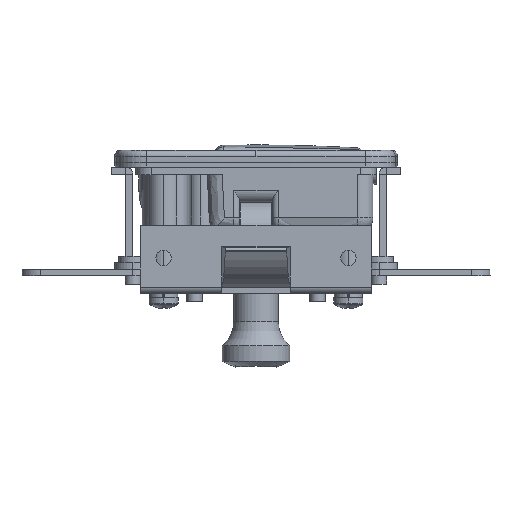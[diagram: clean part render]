
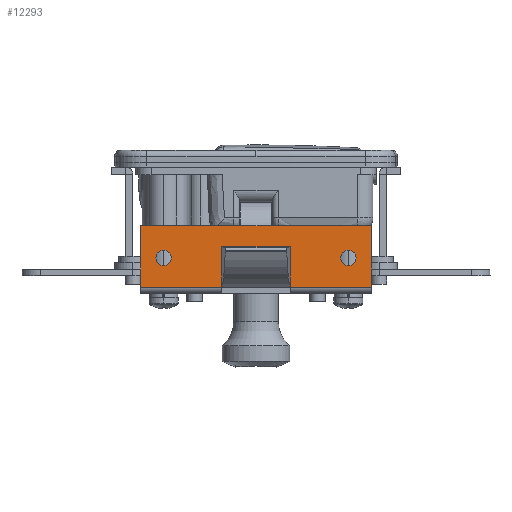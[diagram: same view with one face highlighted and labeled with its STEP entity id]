
A CAD part, left-side view. The second image highlights one B-rep face of the part: STEP entity #12293.
In plain terms, the highlighted face is planar.
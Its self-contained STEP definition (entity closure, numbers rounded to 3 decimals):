
#886 = VECTOR ( 'NONE', #2679, 1000. ) ;
#981 = ORIENTED_EDGE ( 'NONE', *, *, #9491, .T. ) ;
#1032 = EDGE_CURVE ( 'NONE', #17452, #26292, #26724, .T. ) ;
#1161 = VECTOR ( 'NONE', #23271, 1000. ) ;
#1347 = DIRECTION ( 'NONE',  ( 0., -1., 0. ) ) ;
#1448 = LINE ( 'NONE', #7957, #13656 ) ;
#1697 = EDGE_CURVE ( 'NONE', #11550, #9814, #15523, .T. ) ;
#1710 = DIRECTION ( 'NONE',  ( 0., -1., 0. ) ) ;
#1869 = CARTESIAN_POINT ( 'NONE',  ( 37.5, 22., -129. ) ) ;
#2076 = CARTESIAN_POINT ( 'NONE',  ( 37.5, 2., -129. ) ) ;
#2679 = DIRECTION ( 'NONE',  ( -1., 0., 0. ) ) ;
#2859 = ORIENTED_EDGE ( 'NONE', *, *, #1032, .T. ) ;
#3302 = VECTOR ( 'NONE', #15271, 1000. ) ;
#3421 = CARTESIAN_POINT ( 'NONE',  ( 30., 11.5, -129. ) ) ;
#3714 = CIRCLE ( 'NONE', #24478, 2.5 ) ;
#4043 = CARTESIAN_POINT ( 'NONE',  ( 30., 11.5, -129. ) ) ;
#4056 = CARTESIAN_POINT ( 'NONE',  ( -32.5, 11.5, -129. ) ) ;
#4527 = EDGE_CURVE ( 'NONE', #14658, #11550, #19260, .T. ) ;
#4563 = FACE_BOUND ( 'NONE', #5674, .T. ) ;
#4752 = ORIENTED_EDGE ( 'NONE', *, *, #11183, .F. ) ;
#4798 = ORIENTED_EDGE ( 'NONE', *, *, #16087, .T. ) ;
#5001 = CARTESIAN_POINT ( 'NONE',  ( 37.5, 2., -129. ) ) ;
#5600 = CIRCLE ( 'NONE', #16684, 2.5 ) ;
#5674 = EDGE_LOOP ( 'NONE', ( #24352, #9216 ) ) ;
#5679 = CARTESIAN_POINT ( 'NONE',  ( 11.1, 15.2, -129. ) ) ;
#6151 = AXIS2_PLACEMENT_3D ( 'NONE', #17699, #28960, #28775 ) ;
#6682 = ORIENTED_EDGE ( 'NONE', *, *, #19925, .T. ) ;
#6978 = CARTESIAN_POINT ( 'NONE',  ( -27.5, 11.5, -129. ) ) ;
#6980 = AXIS2_PLACEMENT_3D ( 'NONE', #3421, #10230, #12415 ) ;
#7083 = VERTEX_POINT ( 'NONE', #27689 ) ;
#7511 = LINE ( 'NONE', #2076, #25804 ) ;
#7522 = CARTESIAN_POINT ( 'NONE',  ( -37.5, 22., -129. ) ) ;
#7794 = EDGE_LOOP ( 'NONE', ( #4798, #2859 ) ) ;
#7957 = CARTESIAN_POINT ( 'NONE',  ( -37.5, 22., -129. ) ) ;
#8321 = VECTOR ( 'NONE', #1347, 1000. ) ;
#8338 = CARTESIAN_POINT ( 'NONE',  ( 32.5, 11.5, -129. ) ) ;
#8408 = EDGE_CURVE ( 'NONE', #14658, #20023, #26138, .T. ) ;
#8591 = ORIENTED_EDGE ( 'NONE', *, *, #4527, .T. ) ;
#9216 = ORIENTED_EDGE ( 'NONE', *, *, #12692, .T. ) ;
#9491 = EDGE_CURVE ( 'NONE', #18564, #25530, #12405, .T. ) ;
#9574 = VERTEX_POINT ( 'NONE', #7522 ) ;
#9814 = VERTEX_POINT ( 'NONE', #28934 ) ;
#10201 = DIRECTION ( 'NONE',  ( 0., 1., 0. ) ) ;
#10230 = DIRECTION ( 'NONE',  ( 0., 0., 1. ) ) ;
#11021 = CARTESIAN_POINT ( 'NONE',  ( 37.5, 2., -129. ) ) ;
#11183 = EDGE_CURVE ( 'NONE', #20023, #25530, #27788, .T. ) ;
#11550 = VERTEX_POINT ( 'NONE', #28914 ) ;
#12049 = AXIS2_PLACEMENT_3D ( 'NONE', #26825, #13654, #27196 ) ;
#12293 = ADVANCED_FACE ( 'NONE', ( #14398, #4563, #18629 ), #18771, .F. ) ;
#12405 = LINE ( 'NONE', #5001, #886 ) ;
#12415 = DIRECTION ( 'NONE',  ( 1., 0., 0. ) ) ;
#12692 = EDGE_CURVE ( 'NONE', #21420, #13961, #5600, .T. ) ;
#13197 = ORIENTED_EDGE ( 'NONE', *, *, #26941, .T. ) ;
#13654 = DIRECTION ( 'NONE',  ( 0., 0., 1. ) ) ;
#13656 = VECTOR ( 'NONE', #10201, 1000. ) ;
#13961 = VERTEX_POINT ( 'NONE', #8338 ) ;
#14276 = ORIENTED_EDGE ( 'NONE', *, *, #8408, .F. ) ;
#14398 = FACE_BOUND ( 'NONE', #7794, .T. ) ;
#14658 = VERTEX_POINT ( 'NONE', #18520 ) ;
#15271 = DIRECTION ( 'NONE',  ( 1., 0., 0. ) ) ;
#15523 = LINE ( 'NONE', #11021, #1161 ) ;
#16087 = EDGE_CURVE ( 'NONE', #26292, #17452, #3714, .T. ) ;
#16162 = EDGE_CURVE ( 'NONE', #7083, #18564, #7511, .T. ) ;
#16426 = ORIENTED_EDGE ( 'NONE', *, *, #16162, .T. ) ;
#16684 = AXIS2_PLACEMENT_3D ( 'NONE', #4043, #19347, #19546 ) ;
#16685 = CARTESIAN_POINT ( 'NONE',  ( 37.5, 2., -129. ) ) ;
#17452 = VERTEX_POINT ( 'NONE', #4056 ) ;
#17699 = CARTESIAN_POINT ( 'NONE',  ( -37.5, 2., -129. ) ) ;
#17751 = DIRECTION ( 'NONE',  ( 1., 0., 0. ) ) ;
#18023 = CARTESIAN_POINT ( 'NONE',  ( 27.5, 11.5, -129. ) ) ;
#18218 = EDGE_CURVE ( 'NONE', #13961, #21420, #18656, .T. ) ;
#18520 = CARTESIAN_POINT ( 'NONE',  ( -11.1, 15.2, -129. ) ) ;
#18564 = VERTEX_POINT ( 'NONE', #16685 ) ;
#18629 = FACE_OUTER_BOUND ( 'NONE', #22070, .T. ) ;
#18656 = CIRCLE ( 'NONE', #6980, 2.5 ) ;
#18682 = VECTOR ( 'NONE', #25803, 1000. ) ;
#18771 = PLANE ( 'NONE',  #6151 ) ;
#19260 = LINE ( 'NONE', #26127, #8321 ) ;
#19347 = DIRECTION ( 'NONE',  ( 0., 0., 1. ) ) ;
#19546 = DIRECTION ( 'NONE',  ( 1., 0., 0. ) ) ;
#19831 = CARTESIAN_POINT ( 'NONE',  ( 11.1, 2., -129. ) ) ;
#19925 = EDGE_CURVE ( 'NONE', #9814, #9574, #1448, .T. ) ;
#20023 = VERTEX_POINT ( 'NONE', #26540 ) ;
#21420 = VERTEX_POINT ( 'NONE', #18023 ) ;
#21808 = CARTESIAN_POINT ( 'NONE',  ( 11.1, 15.2, -129. ) ) ;
#21953 = CARTESIAN_POINT ( 'NONE',  ( -30., 11.5, -129. ) ) ;
#22070 = EDGE_LOOP ( 'NONE', ( #981, #4752, #14276, #8591, #26989, #6682, #13197, #16426 ) ) ;
#23271 = DIRECTION ( 'NONE',  ( -1., 0., 0. ) ) ;
#23445 = LINE ( 'NONE', #1869, #24184 ) ;
#24028 = DIRECTION ( 'NONE',  ( 1., 0., 0. ) ) ;
#24184 = VECTOR ( 'NONE', #24028, 1000. ) ;
#24256 = DIRECTION ( 'NONE',  ( 0., 0., 1. ) ) ;
#24352 = ORIENTED_EDGE ( 'NONE', *, *, #18218, .T. ) ;
#24478 = AXIS2_PLACEMENT_3D ( 'NONE', #21953, #24256, #17751 ) ;
#25530 = VERTEX_POINT ( 'NONE', #19831 ) ;
#25803 = DIRECTION ( 'NONE',  ( 0., -1., 0. ) ) ;
#25804 = VECTOR ( 'NONE', #1710, 1000. ) ;
#26127 = CARTESIAN_POINT ( 'NONE',  ( -11.1, 2., -129. ) ) ;
#26138 = LINE ( 'NONE', #21808, #3302 ) ;
#26292 = VERTEX_POINT ( 'NONE', #6978 ) ;
#26540 = CARTESIAN_POINT ( 'NONE',  ( 11.1, 15.2, -129. ) ) ;
#26724 = CIRCLE ( 'NONE', #12049, 2.5 ) ;
#26825 = CARTESIAN_POINT ( 'NONE',  ( -30., 11.5, -129. ) ) ;
#26941 = EDGE_CURVE ( 'NONE', #9574, #7083, #23445, .T. ) ;
#26989 = ORIENTED_EDGE ( 'NONE', *, *, #1697, .T. ) ;
#27196 = DIRECTION ( 'NONE',  ( 1., 0., 0. ) ) ;
#27689 = CARTESIAN_POINT ( 'NONE',  ( 37.5, 22., -129. ) ) ;
#27788 = LINE ( 'NONE', #5679, #18682 ) ;
#28775 = DIRECTION ( 'NONE',  ( 0., -1., 0. ) ) ;
#28914 = CARTESIAN_POINT ( 'NONE',  ( -11.1, 2., -129. ) ) ;
#28934 = CARTESIAN_POINT ( 'NONE',  ( -37.5, 2., -129. ) ) ;
#28960 = DIRECTION ( 'NONE',  ( 0., 0., 1. ) ) ;
